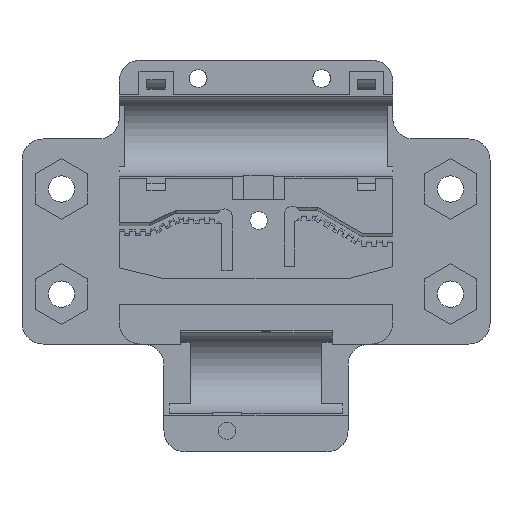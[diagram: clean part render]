
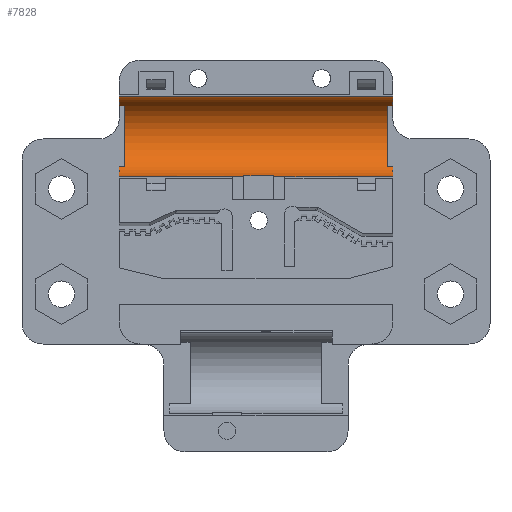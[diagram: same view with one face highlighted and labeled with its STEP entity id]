
A CAD part, front view. The second image highlights one B-rep face of the part: STEP entity #7828.
In plain terms, the highlighted cylindrical face has radius 7.675 mm (diameter 15.35 mm), a partial arc.
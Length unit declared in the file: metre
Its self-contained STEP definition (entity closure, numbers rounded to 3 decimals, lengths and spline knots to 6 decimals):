
#246=LINE('',#11009,#1237);
#296=LINE('',#11127,#1287);
#299=LINE('',#11134,#1290);
#302=LINE('',#11141,#1293);
#308=LINE('',#11156,#1299);
#311=LINE('',#11161,#1302);
#440=LINE('',#11457,#1431);
#441=LINE('',#11458,#1432);
#532=LINE('',#11658,#1523);
#533=LINE('',#11659,#1524);
#1237=VECTOR('',#8798,1.);
#1287=VECTOR('',#8894,1.);
#1290=VECTOR('',#8899,1.);
#1293=VECTOR('',#8904,1.);
#1299=VECTOR('',#8914,1.);
#1302=VECTOR('',#8919,1.);
#1431=VECTOR('',#9164,1.);
#1432=VECTOR('',#9165,1.);
#1523=VECTOR('',#9278,1.);
#1524=VECTOR('',#9279,1.);
#4230=ORIENTED_EDGE('',*,*,#5087,.F.);
#4231=ORIENTED_EDGE('',*,*,#4938,.F.);
#4232=ORIENTED_EDGE('',*,*,#5086,.F.);
#4233=ORIENTED_EDGE('',*,*,#4663,.F.);
#4234=ORIENTED_EDGE('',*,*,#4859,.F.);
#4235=ORIENTED_EDGE('',*,*,#4625,.F.);
#4236=ORIENTED_EDGE('',*,*,#5190,.F.);
#4237=ORIENTED_EDGE('',*,*,#4911,.F.);
#4238=ORIENTED_EDGE('',*,*,#5189,.F.);
#4239=ORIENTED_EDGE('',*,*,#4630,.F.);
#4240=ORIENTED_EDGE('',*,*,#4919,.F.);
#4241=ORIENTED_EDGE('',*,*,#4954,.F.);
#4242=ORIENTED_EDGE('',*,*,#4922,.F.);
#4243=ORIENTED_EDGE('',*,*,#4947,.F.);
#4244=ORIENTED_EDGE('',*,*,#4925,.F.);
#4245=ORIENTED_EDGE('',*,*,#4960,.T.);
#4246=ORIENTED_EDGE('',*,*,#4932,.F.);
#4247=ORIENTED_EDGE('',*,*,#4963,.T.);
#4248=ORIENTED_EDGE('',*,*,#4935,.F.);
#4249=ORIENTED_EDGE('',*,*,#4653,.F.);
#4625=EDGE_CURVE('',#5750,#5751,#6500,.T.);
#4630=EDGE_CURVE('',#5755,#5756,#6501,.T.);
#4653=EDGE_CURVE('',#5778,#5779,#6502,.T.);
#4663=EDGE_CURVE('',#5788,#5789,#6503,.T.);
#4859=EDGE_CURVE('',#5751,#5788,#246,.T.);
#4911=EDGE_CURVE('',#6002,#6003,#6530,.T.);
#4919=EDGE_CURVE('',#6008,#5755,#296,.T.);
#4922=EDGE_CURVE('',#6011,#6012,#299,.T.);
#4925=EDGE_CURVE('',#6014,#6015,#302,.T.);
#4932=EDGE_CURVE('',#6021,#6018,#308,.T.);
#4935=EDGE_CURVE('',#5779,#6023,#311,.T.);
#4938=EDGE_CURVE('',#6025,#6026,#6532,.T.);
#4947=EDGE_CURVE('',#6015,#6011,#6533,.T.);
#4954=EDGE_CURVE('',#6012,#6008,#6534,.T.);
#4960=EDGE_CURVE('',#6014,#6018,#6535,.T.);
#4963=EDGE_CURVE('',#6021,#6023,#6536,.T.);
#5086=EDGE_CURVE('',#5789,#6025,#440,.T.);
#5087=EDGE_CURVE('',#6026,#5778,#441,.T.);
#5189=EDGE_CURVE('',#5756,#6002,#532,.T.);
#5190=EDGE_CURVE('',#6003,#5750,#533,.T.);
#5750=VERTEX_POINT('',#10537);
#5751=VERTEX_POINT('',#10539);
#5755=VERTEX_POINT('',#10549);
#5756=VERTEX_POINT('',#10550);
#5778=VERTEX_POINT('',#10598);
#5779=VERTEX_POINT('',#10600);
#5788=VERTEX_POINT('',#10619);
#5789=VERTEX_POINT('',#10621);
#6002=VERTEX_POINT('',#11110);
#6003=VERTEX_POINT('',#11111);
#6008=VERTEX_POINT('',#11126);
#6011=VERTEX_POINT('',#11133);
#6012=VERTEX_POINT('',#11135);
#6014=VERTEX_POINT('',#11140);
#6015=VERTEX_POINT('',#11142);
#6018=VERTEX_POINT('',#11150);
#6021=VERTEX_POINT('',#11155);
#6023=VERTEX_POINT('',#11162);
#6025=VERTEX_POINT('',#11168);
#6026=VERTEX_POINT('',#11169);
#6500=CIRCLE('',#7948,0.007675);
#6501=CIRCLE('',#7950,0.007675);
#6502=CIRCLE('',#7955,0.007675);
#6503=CIRCLE('',#7957,0.007675);
#6530=CIRCLE('',#8015,0.007675);
#6532=CIRCLE('',#8024,0.007675);
#6533=CIRCLE('',#8027,0.007675);
#6534=CIRCLE('',#8030,0.007675);
#6535=CIRCLE('',#8032,0.007675);
#6536=CIRCLE('',#8035,0.007675);
#6950=EDGE_LOOP('',(#4230,#4231,#4232,#4233,#4234,#4235,#4236,#4237,#4238,
#4239,#4240,#4241,#4242,#4243,#4244,#4245,#4246,#4247,#4248,#4249));
#7384=FACE_BOUND('',#6950,.T.);
#7501=CYLINDRICAL_SURFACE('',#8367,0.007675);
#7828=ADVANCED_FACE('',(#7384),#7501,.F.);
#7948=AXIS2_PLACEMENT_3D('',#10538,#8493,#8494);
#7950=AXIS2_PLACEMENT_3D('',#10548,#8501,#8502);
#7955=AXIS2_PLACEMENT_3D('',#10599,#8533,#8534);
#7957=AXIS2_PLACEMENT_3D('',#10620,#8546,#8547);
#8015=AXIS2_PLACEMENT_3D('',#11112,#8881,#8882);
#8024=AXIS2_PLACEMENT_3D('',#11167,#8924,#8925);
#8027=AXIS2_PLACEMENT_3D('',#11186,#8938,#8939);
#8030=AXIS2_PLACEMENT_3D('',#11196,#8950,#8951);
#8032=AXIS2_PLACEMENT_3D('',#11208,#8959,#8960);
#8035=AXIS2_PLACEMENT_3D('',#11213,#8967,#8968);
#8367=AXIS2_PLACEMENT_3D('',#12537,#10214,#10215);
#8493=DIRECTION('',(1.,0.,0.));
#8494=DIRECTION('',(0.,1.,0.));
#8501=DIRECTION('',(1.,0.,0.));
#8502=DIRECTION('',(0.,1.,0.));
#8533=DIRECTION('',(-1.,0.,0.));
#8534=DIRECTION('',(0.,1.,0.));
#8546=DIRECTION('',(-1.,0.,0.));
#8547=DIRECTION('',(0.,1.,0.));
#8798=DIRECTION('',(1.,0.,0.));
#8881=DIRECTION('',(1.,0.,0.));
#8882=DIRECTION('',(0.,1.,0.));
#8894=DIRECTION('',(-1.,0.,0.));
#8899=DIRECTION('',(-1.,0.,0.));
#8904=DIRECTION('',(-1.,0.,0.));
#8914=DIRECTION('',(-1.,0.,0.));
#8919=DIRECTION('',(-1.,0.,0.));
#8924=DIRECTION('',(-1.,0.,0.));
#8925=DIRECTION('',(0.,1.,0.));
#8938=DIRECTION('',(-1.,0.,0.));
#8939=DIRECTION('',(0.,1.,0.));
#8950=DIRECTION('',(-1.,0.,0.));
#8951=DIRECTION('',(0.,1.,0.));
#8959=DIRECTION('',(-1.,0.,0.));
#8960=DIRECTION('',(0.,1.,0.));
#8967=DIRECTION('',(-1.,0.,0.));
#8968=DIRECTION('',(0.,1.,0.));
#9164=DIRECTION('',(-1.,0.,0.));
#9165=DIRECTION('',(1.,0.,0.));
#9278=DIRECTION('',(1.,0.,0.));
#9279=DIRECTION('',(-1.,0.,0.));
#10214=DIRECTION('',(1.,0.,0.));
#10215=DIRECTION('',(0.,1.,0.));
#10537=CARTESIAN_POINT('',(-0.0425,-0.007,0.050823));
#10538=CARTESIAN_POINT('',(-0.0425,-0.012,0.045));
#10539=CARTESIAN_POINT('',(-0.0425,-0.012,0.052675));
#10548=CARTESIAN_POINT('',(-0.0425,-0.012,0.045));
#10549=CARTESIAN_POINT('',(-0.0425,-0.012,0.037325));
#10550=CARTESIAN_POINT('',(-0.0425,-0.007,0.039177));
#10598=CARTESIAN_POINT('',(0.0095,-0.007,0.039177));
#10599=CARTESIAN_POINT('',(0.0095,-0.012,0.045));
#10600=CARTESIAN_POINT('',(0.0095,-0.012,0.037325));
#10619=CARTESIAN_POINT('',(0.0095,-0.012,0.052675));
#10620=CARTESIAN_POINT('',(0.0095,-0.012,0.045));
#10621=CARTESIAN_POINT('',(0.0095,-0.007,0.050823));
#11009=CARTESIAN_POINT('',(-0.0465,-0.012,0.052675));
#11110=CARTESIAN_POINT('',(-0.0415,-0.007,0.039177));
#11111=CARTESIAN_POINT('',(-0.0415,-0.007,0.050823));
#11112=CARTESIAN_POINT('',(-0.0415,-0.012,0.045));
#11126=CARTESIAN_POINT('',(-0.021,-0.012,0.037325));
#11127=CARTESIAN_POINT('',(-0.0465,-0.012,0.037325));
#11133=CARTESIAN_POINT('',(-0.0188,-0.011,0.03739));
#11134=CARTESIAN_POINT('',(-0.0465,-0.011,0.03739));
#11135=CARTESIAN_POINT('',(-0.021,-0.011,0.03739));
#11140=CARTESIAN_POINT('',(-0.0132,-0.0105,0.037473));
#11141=CARTESIAN_POINT('',(-0.0465,-0.0105,0.037473));
#11142=CARTESIAN_POINT('',(-0.0188,-0.0105,0.037473));
#11150=CARTESIAN_POINT('',(-0.0132,-0.011,0.03739));
#11155=CARTESIAN_POINT('',(-0.011,-0.011,0.03739));
#11156=CARTESIAN_POINT('',(-0.0465,-0.011,0.03739));
#11161=CARTESIAN_POINT('',(-0.0465,-0.012,0.037325));
#11162=CARTESIAN_POINT('',(-0.011,-0.012,0.037325));
#11167=CARTESIAN_POINT('',(0.0085,-0.012,0.045));
#11168=CARTESIAN_POINT('',(0.0085,-0.007,0.050823));
#11169=CARTESIAN_POINT('',(0.0085,-0.007,0.039177));
#11186=CARTESIAN_POINT('',(-0.0188,-0.012,0.045));
#11196=CARTESIAN_POINT('',(-0.021,-0.012,0.045));
#11208=CARTESIAN_POINT('',(-0.0132,-0.012,0.045));
#11213=CARTESIAN_POINT('',(-0.011,-0.012,0.045));
#11457=CARTESIAN_POINT('',(0.0145,-0.007,0.050823));
#11458=CARTESIAN_POINT('',(0.0145,-0.007,0.039177));
#11658=CARTESIAN_POINT('',(-0.0415,-0.007,0.039177));
#11659=CARTESIAN_POINT('',(-0.0415,-0.007,0.050823));
#12537=CARTESIAN_POINT('',(-0.0465,-0.012,0.045));
